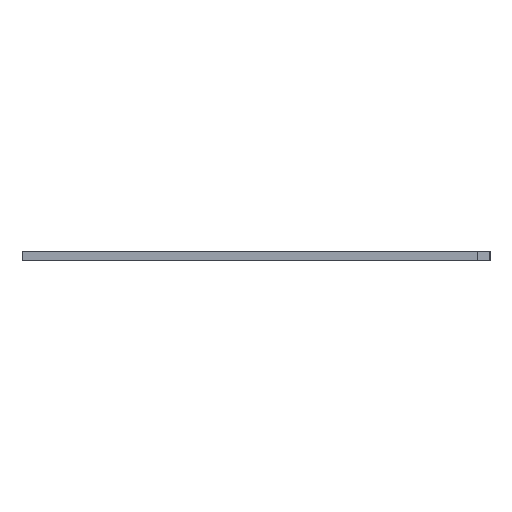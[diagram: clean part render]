
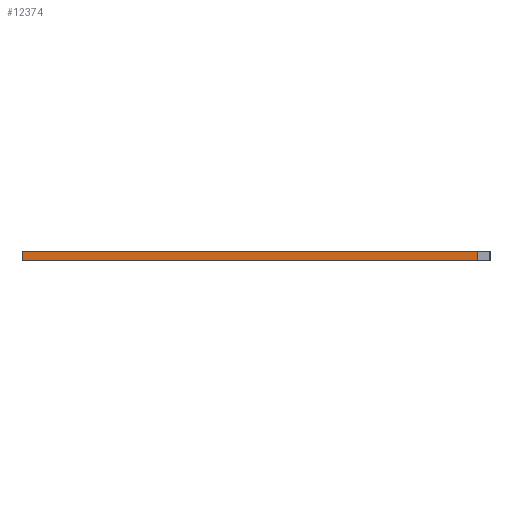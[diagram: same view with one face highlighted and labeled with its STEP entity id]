
A CAD part, left-side view. The second image highlights one B-rep face of the part: STEP entity #12374.
In plain terms, the highlighted planar face has unit normal (-1, 0, 0).
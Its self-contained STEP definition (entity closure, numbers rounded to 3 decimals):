
#790=FACE_OUTER_BOUND('',#1362,.T.);
#1362=EDGE_LOOP('',(#10081,#10082,#10083,#10084));
#3254=LINE('',#19232,#4956);
#3255=LINE('',#19235,#4957);
#3256=LINE('',#19237,#4958);
#3257=LINE('',#19238,#4959);
#4956=VECTOR('',#15810,10.);
#4957=VECTOR('',#15813,10.);
#4958=VECTOR('',#15814,10.);
#4959=VECTOR('',#15815,10.);
#6100=VERTEX_POINT('',#19226);
#6102=VERTEX_POINT('',#19230);
#6103=VERTEX_POINT('',#19234);
#6104=VERTEX_POINT('',#19236);
#7806=EDGE_CURVE('',#6100,#6102,#3254,.T.);
#7807=EDGE_CURVE('',#6100,#6103,#3255,.T.);
#7808=EDGE_CURVE('',#6104,#6102,#3256,.T.);
#7809=EDGE_CURVE('',#6103,#6104,#3257,.T.);
#10081=ORIENTED_EDGE('',*,*,#7807,.F.);
#10082=ORIENTED_EDGE('',*,*,#7806,.T.);
#10083=ORIENTED_EDGE('',*,*,#7808,.F.);
#10084=ORIENTED_EDGE('',*,*,#7809,.F.);
#11802=PLANE('',#12968);
#12374=ADVANCED_FACE('',(#790),#11802,.T.);
#12968=AXIS2_PLACEMENT_3D('',#19233,#15811,#15812);
#15810=DIRECTION('',(0.,0.,-1.));
#15811=DIRECTION('center_axis',(-1.,0.,0.));
#15812=DIRECTION('ref_axis',(0.,1.,0.));
#15813=DIRECTION('',(0.,-1.,0.));
#15814=DIRECTION('',(0.,1.,0.));
#15815=DIRECTION('',(0.,0.,-1.));
#19226=CARTESIAN_POINT('',(-92.5,29.,-40.));
#19230=CARTESIAN_POINT('',(-92.5,29.,-43.));
#19232=CARTESIAN_POINT('',(-92.5,29.,-40.));
#19233=CARTESIAN_POINT('Origin',(-92.5,-119.,-40.));
#19234=CARTESIAN_POINT('',(-92.5,-119.,-40.));
#19235=CARTESIAN_POINT('',(-92.5,29.,-40.));
#19236=CARTESIAN_POINT('',(-92.5,-119.,-43.));
#19237=CARTESIAN_POINT('',(-92.5,29.,-43.));
#19238=CARTESIAN_POINT('',(-92.5,-119.,-40.));
